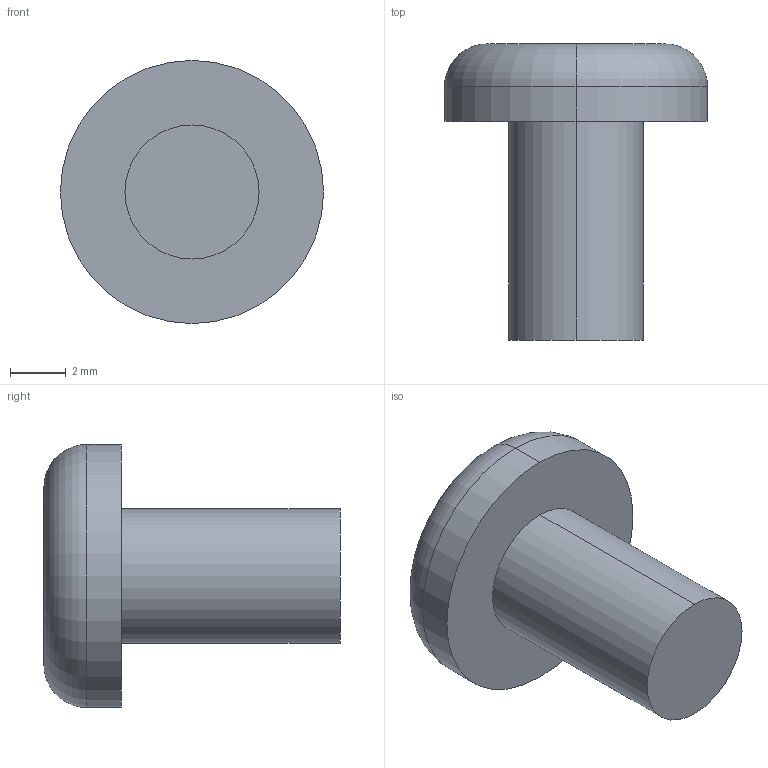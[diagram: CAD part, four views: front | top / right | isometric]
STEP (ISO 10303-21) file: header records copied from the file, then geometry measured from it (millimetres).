
FILE_DESCRIPTION (( 'STEP AP214' ), '1' );
FILE_NAME ('Southco-E6-10-301-20_E6_STANDARD_PAN_HEAD_SCREW_CLF.STEP', '2021-07-25T19:33:13', ( '' ), ( '' ), 'SwSTEP 2.0', 'SolidWorks 2020', '' );
FILE_SCHEMA (( 'AUTOMOTIVE_DESIGN' ));
Length unit declared in the file: millimetre
Products named in the file (1): Southco-E6-10-301-20_E6_STANDARD_PAN_HEAD_SCREW_CLF
Bounding box: 9.47 x 10.67 x 9.47 mm (x, y, z)
Volume: 320.9 mm3; surface area: 339.1 mm2
Topology: 1 solids, 1 shells, 28 faces, 70 edges, 46 vertices
Faces by surface type: plane 12, cone 10, cylinder 4, torus 2
Entity records: 892 total; most frequent: CARTESIAN_POINT 169, DIRECTION 152, ORIENTED_EDGE 140, EDGE_CURVE 70, AXIS2_PLACEMENT_3D 61, VERTEX_POINT 46, CIRCLE 32, LINE 30
